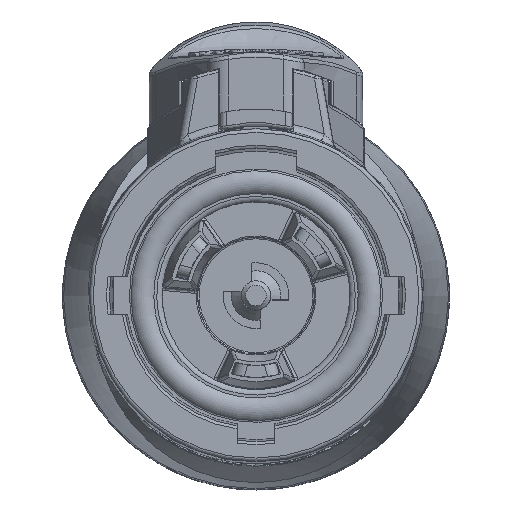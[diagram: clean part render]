
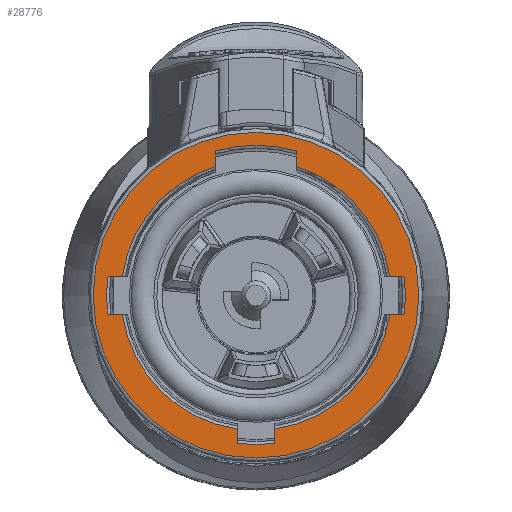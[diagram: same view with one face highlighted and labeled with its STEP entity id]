
A CAD part, top view. The second image highlights one B-rep face of the part: STEP entity #28776.
In plain terms, the highlighted planar face has unit normal (0, 0, 1).
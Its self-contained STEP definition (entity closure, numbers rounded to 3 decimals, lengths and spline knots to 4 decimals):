
#630=FACE_BOUND('',#5125,.T.);
#2288=PLANE('',#30875);
#3413=FACE_OUTER_BOUND('',#5124,.T.);
#5124=EDGE_LOOP('',(#23155));
#5125=EDGE_LOOP('',(#23156,#23157,#23158,#23159,#23160,#23161,#23162,#23163,
#23164,#23165,#23166,#23167,#23168,#23169,#23170,#23171));
#7311=LINE('',#51760,#9508);
#7312=LINE('',#51762,#9509);
#7313=LINE('',#51766,#9510);
#7314=LINE('',#51770,#9511);
#7315=LINE('',#51774,#9512);
#7316=LINE('',#51778,#9513);
#7317=LINE('',#51782,#9514);
#7318=LINE('',#51786,#9515);
#9508=VECTOR('',#35780,0.3937);
#9509=VECTOR('',#35781,0.3937);
#9510=VECTOR('',#35784,0.3937);
#9511=VECTOR('',#35787,0.3937);
#9512=VECTOR('',#35790,0.3937);
#9513=VECTOR('',#35793,0.3937);
#9514=VECTOR('',#35796,0.3937);
#9515=VECTOR('',#35799,0.3937);
#10956=CIRCLE('',#30873,0.4022);
#10958=CIRCLE('',#30876,0.439);
#10959=CIRCLE('',#30877,0.3638);
#10960=CIRCLE('',#30878,0.4022);
#10961=CIRCLE('',#30879,0.3638);
#10962=CIRCLE('',#30880,0.4022);
#10963=CIRCLE('',#30881,0.3638);
#10964=CIRCLE('',#30882,0.404);
#10965=CIRCLE('',#30883,0.3638);
#13020=VERTEX_POINT('',#51731);
#13021=VERTEX_POINT('',#51742);
#13023=VERTEX_POINT('',#51757);
#13024=VERTEX_POINT('',#51759);
#13025=VERTEX_POINT('',#51761);
#13026=VERTEX_POINT('',#51763);
#13027=VERTEX_POINT('',#51765);
#13028=VERTEX_POINT('',#51767);
#13029=VERTEX_POINT('',#51769);
#13030=VERTEX_POINT('',#51771);
#13031=VERTEX_POINT('',#51773);
#13032=VERTEX_POINT('',#51775);
#13033=VERTEX_POINT('',#51777);
#13034=VERTEX_POINT('',#51779);
#13035=VERTEX_POINT('',#51781);
#13036=VERTEX_POINT('',#51783);
#13037=VERTEX_POINT('',#51785);
#16637=EDGE_CURVE('',#13020,#13021,#10956,.T.);
#16640=EDGE_CURVE('',#13023,#13023,#10958,.T.);
#16641=EDGE_CURVE('',#13024,#13021,#7311,.T.);
#16642=EDGE_CURVE('',#13020,#13025,#7312,.T.);
#16643=EDGE_CURVE('',#13026,#13025,#10959,.T.);
#16644=EDGE_CURVE('',#13026,#13027,#7313,.T.);
#16645=EDGE_CURVE('',#13028,#13027,#10960,.T.);
#16646=EDGE_CURVE('',#13029,#13028,#7314,.T.);
#16647=EDGE_CURVE('',#13030,#13029,#10961,.T.);
#16648=EDGE_CURVE('',#13030,#13031,#7315,.T.);
#16649=EDGE_CURVE('',#13032,#13031,#10962,.T.);
#16650=EDGE_CURVE('',#13033,#13032,#7316,.T.);
#16651=EDGE_CURVE('',#13034,#13033,#10963,.T.);
#16652=EDGE_CURVE('',#13035,#13034,#7317,.T.);
#16653=EDGE_CURVE('',#13036,#13035,#10964,.T.);
#16654=EDGE_CURVE('',#13037,#13036,#7318,.T.);
#16655=EDGE_CURVE('',#13024,#13037,#10965,.T.);
#23155=ORIENTED_EDGE('',*,*,#16640,.F.);
#23156=ORIENTED_EDGE('',*,*,#16641,.T.);
#23157=ORIENTED_EDGE('',*,*,#16637,.F.);
#23158=ORIENTED_EDGE('',*,*,#16642,.T.);
#23159=ORIENTED_EDGE('',*,*,#16643,.F.);
#23160=ORIENTED_EDGE('',*,*,#16644,.T.);
#23161=ORIENTED_EDGE('',*,*,#16645,.F.);
#23162=ORIENTED_EDGE('',*,*,#16646,.F.);
#23163=ORIENTED_EDGE('',*,*,#16647,.F.);
#23164=ORIENTED_EDGE('',*,*,#16648,.T.);
#23165=ORIENTED_EDGE('',*,*,#16649,.F.);
#23166=ORIENTED_EDGE('',*,*,#16650,.F.);
#23167=ORIENTED_EDGE('',*,*,#16651,.F.);
#23168=ORIENTED_EDGE('',*,*,#16652,.F.);
#23169=ORIENTED_EDGE('',*,*,#16653,.F.);
#23170=ORIENTED_EDGE('',*,*,#16654,.F.);
#23171=ORIENTED_EDGE('',*,*,#16655,.F.);
#28776=ADVANCED_FACE('',(#3413,#630),#2288,.F.);
#30873=AXIS2_PLACEMENT_3D('',#51743,#35772,#35773);
#30875=AXIS2_PLACEMENT_3D('',#51756,#35776,#35777);
#30876=AXIS2_PLACEMENT_3D('',#51758,#35778,#35779);
#30877=AXIS2_PLACEMENT_3D('',#51764,#35782,#35783);
#30878=AXIS2_PLACEMENT_3D('',#51768,#35785,#35786);
#30879=AXIS2_PLACEMENT_3D('',#51772,#35788,#35789);
#30880=AXIS2_PLACEMENT_3D('',#51776,#35791,#35792);
#30881=AXIS2_PLACEMENT_3D('',#51780,#35794,#35795);
#30882=AXIS2_PLACEMENT_3D('',#51784,#35797,#35798);
#30883=AXIS2_PLACEMENT_3D('',#51787,#35800,#35801);
#35772=DIRECTION('center_axis',(0.,0.,
1.));
#35773=DIRECTION('ref_axis',(1.,0.,0.));
#35776=DIRECTION('center_axis',(0.,0.,
-1.));
#35777=DIRECTION('ref_axis',(-1.,0.,0.));
#35778=DIRECTION('center_axis',(0.,0.,
-1.));
#35779=DIRECTION('ref_axis',(-1.,0.,0.));
#35780=DIRECTION('',(1.,0.,0.));
#35781=DIRECTION('',(-1.,0.,0.));
#35782=DIRECTION('center_axis',(0.,0.,
1.));
#35783=DIRECTION('ref_axis',(0.707,-0.707,0.));
#35784=DIRECTION('',(0.,-1.,0.));
#35785=DIRECTION('center_axis',(0.,0.,
1.));
#35786=DIRECTION('ref_axis',(0.,-1.,0.));
#35787=DIRECTION('',(0.,-1.,0.));
#35788=DIRECTION('center_axis',(0.,0.,
1.));
#35789=DIRECTION('ref_axis',(-0.707,-0.707,0.));
#35790=DIRECTION('',(-1.,0.,0.));
#35791=DIRECTION('center_axis',(0.,0.,
1.));
#35792=DIRECTION('ref_axis',(-1.,0.,0.));
#35793=DIRECTION('',(-1.,0.,0.));
#35794=DIRECTION('center_axis',(0.,0.,
1.));
#35795=DIRECTION('ref_axis',(-0.763,0.647,0.));
#35796=DIRECTION('',(0.,-1.,0.));
#35797=DIRECTION('center_axis',(0.,0.,
1.));
#35798=DIRECTION('ref_axis',(0.,1.,0.));
#35799=DIRECTION('',(0.,1.,0.));
#35800=DIRECTION('center_axis',(0.,0.,
1.));
#35801=DIRECTION('ref_axis',(0.763,0.647,0.));
#51731=CARTESIAN_POINT('',(0.3989,-0.0512,1.7441));
#51742=CARTESIAN_POINT('',(0.3989,0.0512,1.7441));
#51743=CARTESIAN_POINT('Origin',(0.,0.,
1.7441));
#51756=CARTESIAN_POINT('Origin',(0.,0.,
1.7441));
#51757=CARTESIAN_POINT('',(0.439,0.,1.7441));
#51758=CARTESIAN_POINT('Origin',(0.,0.,
1.7441));
#51759=CARTESIAN_POINT('',(0.3602,0.0512,1.7441));
#51760=CARTESIAN_POINT('',(0.1733,0.0512,1.7441));
#51761=CARTESIAN_POINT('',(0.3602,-0.0512,1.7441));
#51762=CARTESIAN_POINT('',(0.1927,-0.0512,1.7441));
#51763=CARTESIAN_POINT('',(0.0512,-0.3602,1.7441));
#51764=CARTESIAN_POINT('Origin',(0.,0.,
1.7441));
#51765=CARTESIAN_POINT('',(0.0512,-0.3989,1.7441));
#51766=CARTESIAN_POINT('',(0.0512,-0.1733,1.7441));
#51767=CARTESIAN_POINT('',(-0.0512,-0.3989,1.7441));
#51768=CARTESIAN_POINT('Origin',(0.,0.,
1.7441));
#51769=CARTESIAN_POINT('',(-0.0512,-0.3602,1.7441));
#51770=CARTESIAN_POINT('',(-0.0512,-0.1927,1.7441));
#51771=CARTESIAN_POINT('',(-0.3602,-0.0512,1.7441));
#51772=CARTESIAN_POINT('Origin',(0.,0.,
1.7441));
#51773=CARTESIAN_POINT('',(-0.3989,-0.0512,1.7441));
#51774=CARTESIAN_POINT('',(-0.1733,-0.0512,1.7441));
#51775=CARTESIAN_POINT('',(-0.3989,0.0512,1.7441));
#51776=CARTESIAN_POINT('Origin',(0.,0.,
1.7441));
#51777=CARTESIAN_POINT('',(-0.3602,0.0512,1.7441));
#51778=CARTESIAN_POINT('',(-0.1927,0.0512,1.7441));
#51779=CARTESIAN_POINT('',(-0.1083,0.3473,1.7441));
#51780=CARTESIAN_POINT('Origin',(0.,0.,
1.7441));
#51781=CARTESIAN_POINT('',(-0.1083,0.3892,1.7441));
#51782=CARTESIAN_POINT('',(-0.1083,0.1666,1.7441));
#51783=CARTESIAN_POINT('',(0.1083,0.3892,1.7441));
#51784=CARTESIAN_POINT('Origin',(0.,0.,
1.7441));
#51785=CARTESIAN_POINT('',(0.1083,0.3473,1.7441));
#51786=CARTESIAN_POINT('',(0.1083,0.1867,1.7441));
#51787=CARTESIAN_POINT('Origin',(0.,0.,
1.7441));
